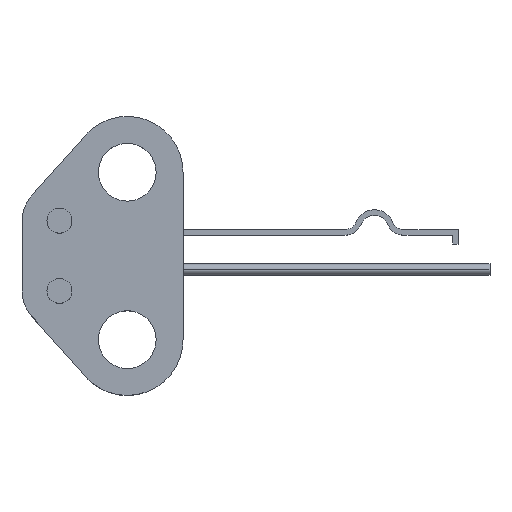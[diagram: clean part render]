
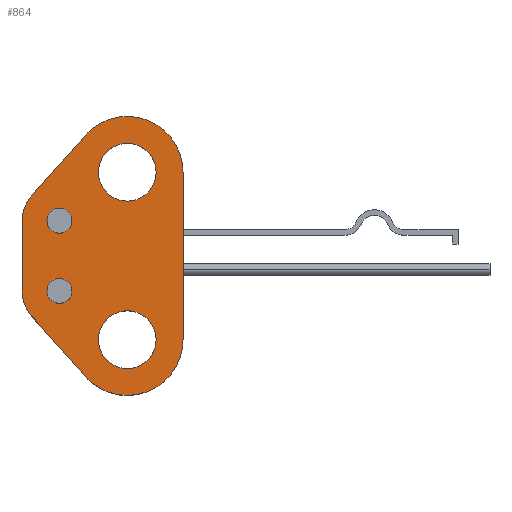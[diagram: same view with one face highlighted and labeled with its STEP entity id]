
A CAD part, top view. The second image highlights one B-rep face of the part: STEP entity #864.
In plain terms, the highlighted planar face has unit normal (0, 0, 1).
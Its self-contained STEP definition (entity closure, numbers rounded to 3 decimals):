
#38=CARTESIAN_POINT('POINT5',(-0.034,0.21,0.12));
#39=VERTEX_POINT('VERTEX5',#38);
#57=CARTESIAN_POINT('POINT8',(-0.106,0.21,0.12));
#58=VERTEX_POINT('VERTEX8',#57);
#65=CARTESIAN_POINT('POS7',(-0.07,0.21,0.12));
#66=DIRECTION('DIR11',(0.,0.,-1.));
#67=DIRECTION('DIR12',(1.,0.,0.));
#68=AXIS2_PLACEMENT_3D('AXIS5',#65,#66,#67);
#69=CIRCLE('ELLIPSE4',#68,0.036);
#70=EDGE_CURVE('EDGE8',#58,#39,#69,.F.);
#81=EDGE_CURVE('EDGE9',#39,#58,#69,.F.);
#89=CARTESIAN_POINT('POINT9',(-0.034,0.,
   0.12));
#90=VERTEX_POINT('VERTEX9',#89);
#108=CARTESIAN_POINT('POINT12',(-0.106,0.,
   0.12));
#109=VERTEX_POINT('VERTEX12',#108);
#116=CARTESIAN_POINT('POS12',(-0.07,0.,0.12));
#117=DIRECTION('DIR19',(0.,0.,-1.));
#118=DIRECTION('DIR20',(1.,0.,0.));
#119=AXIS2_PLACEMENT_3D('AXIS8',#116,#117,#118);
#120=CIRCLE('ELLIPSE6',#119,0.036);
#121=EDGE_CURVE('EDGE14',#109,#90,#120,.F.);
#132=EDGE_CURVE('EDGE15',#90,#109,#120,.F.);
#140=CARTESIAN_POINT('POINT13',(-0.122,
   -0.047,0.12));
#141=VERTEX_POINT('VERTEX13',#140);
#150=CARTESIAN_POINT('POINT15',(-0.19,
   0.03,0.12));
#151=VERTEX_POINT('VERTEX15',#150);
#152=CARTESIAN_POINT('POS15',(-0.19,
   0.03,0.12));
#153=DIRECTION('DIR24',(0.664,-0.747,
   0.));
#154=VECTOR('VEC6',#153,1.);
#155=LINE('STRAIGHT6',#152,#154);
#156=EDGE_CURVE('EDGE18',#141,#151,#155,.F.);
#181=CARTESIAN_POINT('POINT17',(-0.202,0.061,0.12));
#182=VERTEX_POINT('VERTEX17',#181);
#183=CARTESIAN_POINT('POS19',(-0.155,0.061,0.12));
#184=DIRECTION('DIR29',(0.,0.,1.));
#185=DIRECTION('DIR30',(-1.,0.,0.));
#186=AXIS2_PLACEMENT_3D('AXIS11',#183,#184,#185);
#187=CIRCLE('ELLIPSE7',#186,0.047);
#188=EDGE_CURVE('EDGE21',#151,#182,#187,.F.);
#214=CARTESIAN_POINT('POINT19',(-0.202,0.149,0.12));
#215=VERTEX_POINT('VERTEX19',#214);
#216=CARTESIAN_POINT('POS23',(-0.202,0.149,0.12));
#217=DIRECTION('DIR36',(0.,-1.,0.));
#218=VECTOR('VEC10',#217,1.);
#219=LINE('STRAIGHT10',#216,#218);
#220=EDGE_CURVE('EDGE24',#182,#215,#219,.F.);
#245=CARTESIAN_POINT('POINT21',(-0.19,
   0.18,0.12));
#246=VERTEX_POINT('VERTEX21',#245);
#247=CARTESIAN_POINT('POS27',(-0.155,0.149,0.12));
#248=DIRECTION('DIR41',(0.,0.,1.));
#249=DIRECTION('DIR42',(-0.747,0.664,
   0.));
#250=AXIS2_PLACEMENT_3D('AXIS15',#247,#248,#249);
#251=CIRCLE('ELLIPSE9',#250,0.047);
#252=EDGE_CURVE('EDGE27',#215,#246,#251,.F.);
#277=CARTESIAN_POINT('POINT23',(-0.139,0.149,0.12));
#278=VERTEX_POINT('VERTEX23',#277);
#286=CARTESIAN_POINT('POINT24',(-0.171,0.149,0.12));
#287=VERTEX_POINT('VERTEX24',#286);
#294=CARTESIAN_POINT('POS33',(-0.155,0.149,0.12));
#295=DIRECTION('DIR50',(0.,0.,1.));
#296=DIRECTION('DIR51',(-1.,0.,0.));
#297=AXIS2_PLACEMENT_3D('AXIS18',#294,#295,#296);
#298=CIRCLE('ELLIPSE11',#297,0.016);
#299=EDGE_CURVE('EDGE32',#287,#278,#298,.T.);
#310=EDGE_CURVE('EDGE33',#278,#287,#298,.T.);
#317=CARTESIAN_POINT('POINT25',(-0.139,0.061,0.12));
#318=VERTEX_POINT('VERTEX25',#317);
#326=CARTESIAN_POINT('POINT26',(-0.171,0.061,0.12));
#327=VERTEX_POINT('VERTEX26',#326);
#334=CARTESIAN_POINT('POS37',(-0.155,0.061,0.12));
#335=DIRECTION('DIR56',(0.,0.,1.));
#336=DIRECTION('DIR57',(-1.,0.,0.));
#337=AXIS2_PLACEMENT_3D('AXIS20',#334,#335,#336);
#338=CIRCLE('ELLIPSE12',#337,0.016);
#339=EDGE_CURVE('EDGE36',#327,#318,#338,.T.);
#350=EDGE_CURVE('EDGE37',#318,#327,#338,.T.);
#358=CARTESIAN_POINT('POINT27',(-0.122,
   0.257,0.12));
#359=VERTEX_POINT('VERTEX27',#358);
#360=CARTESIAN_POINT('POS39',(-0.122,
   0.257,0.12));
#361=DIRECTION('DIR60',(-0.664,-0.747,
   0.));
#362=VECTOR('VEC18',#361,1.);
#363=LINE('STRAIGHT18',#360,#362);
#364=EDGE_CURVE('EDGE38',#246,#359,#363,.F.);
#795=CARTESIAN_POINT('POINT55',(0.,0.,0.12
   ));
#796=VERTEX_POINT('VERTEX55',#795);
#803=CARTESIAN_POINT('POS93',(-0.07,0.,0.12));
#804=DIRECTION('DIR141',(0.,0.,
   1.));
#805=DIRECTION('DIR142',(-0.747,-0.664,
   0.));
#806=AXIS2_PLACEMENT_3D('AXIS49',#803,#804,#805);
#807=CIRCLE('ELLIPSE27',#806,0.07);
#808=EDGE_CURVE('EDGE79',#796,#141,#807,.F.);
#820=ORIENTED_EDGE('COEDGE117',*,*,#350,.F.);
#821=ORIENTED_EDGE('COEDGE118',*,*,#339,.F.);
#822=EDGE_LOOP('NONE',(#820,#821));
#823=FACE_BOUND('LOOP1',#822,.T.);
#824=ORIENTED_EDGE('COEDGE119',*,*,#310,.F.);
#825=ORIENTED_EDGE('COEDGE120',*,*,#299,.F.);
#826=EDGE_LOOP('NONE',(#824,#825));
#827=FACE_BOUND('LOOP1',#826,.T.);
#828=CARTESIAN_POINT('POINT56',(0.,0.21,0.12));
#829=VERTEX_POINT('VERTEX56',#828);
#830=CARTESIAN_POINT('POS95',(-0.07,0.21,0.12));
#831=DIRECTION('DIR145',(0.,0.,1.));
#832=DIRECTION('DIR146',(1.,0.,0.));
#833=AXIS2_PLACEMENT_3D('AXIS51',#830,#831,#832);
#834=CIRCLE('ELLIPSE28',#833,0.07);
#835=EDGE_CURVE('EDGE80',#359,#829,#834,.F.);
#836=ORIENTED_EDGE('COEDGE121',*,*,#835,.F.);
#837=ORIENTED_EDGE('COEDGE122',*,*,#364,.F.);
#838=ORIENTED_EDGE('COEDGE123',*,*,#252,.F.);
#839=ORIENTED_EDGE('COEDGE124',*,*,#220,.F.);
#840=ORIENTED_EDGE('COEDGE125',*,*,#188,.F.);
#841=ORIENTED_EDGE('COEDGE126',*,*,#156,.F.);
#842=ORIENTED_EDGE('COEDGE127',*,*,#808,.F.);
#843=CARTESIAN_POINT('POS96',(0.,0.,0.12));
#844=DIRECTION('DIR147',(0.,1.,0.));
#845=VECTOR('VEC45',#844,1.);
#846=LINE('STRAIGHT45',#843,#845);
#847=EDGE_CURVE('EDGE81',#829,#796,#846,.F.);
#848=ORIENTED_EDGE('COEDGE128',*,*,#847,.F.);
#849=EDGE_LOOP('NONE',(#836,#837,#838,#839,#840,#841,#842,#848));
#850=FACE_BOUND('LOOP1',#849,.T.);
#851=ORIENTED_EDGE('COEDGE129',*,*,#132,.F.);
#852=ORIENTED_EDGE('COEDGE130',*,*,#121,.F.);
#853=EDGE_LOOP('NONE',(#851,#852));
#854=FACE_BOUND('LOOP1',#853,.T.);
#855=ORIENTED_EDGE('COEDGE131',*,*,#81,.F.);
#856=ORIENTED_EDGE('COEDGE132',*,*,#70,.F.);
#857=EDGE_LOOP('NONE',(#855,#856));
#858=FACE_BOUND('LOOP1',#857,.T.);
#859=CARTESIAN_POINT('POS97',(0.,0.,0.12));
#860=DIRECTION('DIR148',(0.,0.,1.));
#861=DIRECTION('DIR149',(1.,0.,0.));
#862=AXIS2_PLACEMENT_3D('AXIS52',#859,#860,#861);
#863=PLANE('PLANE11',#862);
#864=ADVANCED_FACE('FACE29',(#823,#827,#850,#854,#858),#863,.T.);
